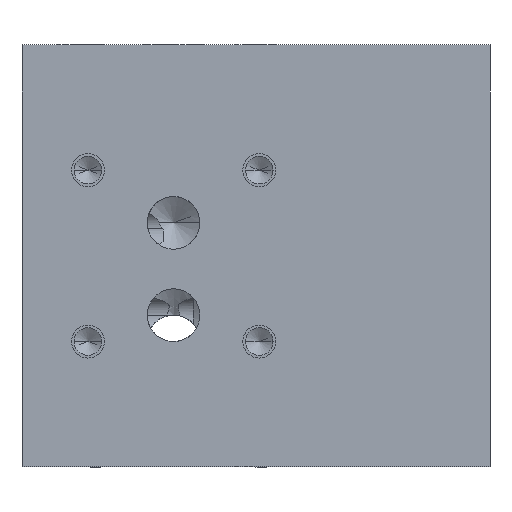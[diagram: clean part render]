
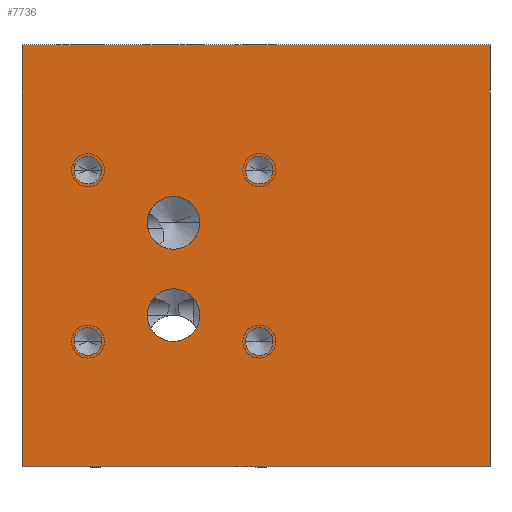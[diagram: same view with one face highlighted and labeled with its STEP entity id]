
A CAD part, left-side view. The second image highlights one B-rep face of the part: STEP entity #7736.
In plain terms, the highlighted planar face has unit normal (-1, 0, 0).
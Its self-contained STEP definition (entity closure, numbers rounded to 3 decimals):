
#2=DIRECTION('',(0.,-1.,0.));
#3=VECTOR('',#2,142.);
#4=CARTESIAN_POINT('',(-54.,46.,64.));
#5=LINE('',#4,#3);
#6=DIRECTION('',(0.,0.,1.));
#7=VECTOR('',#6,128.);
#8=CARTESIAN_POINT('',(-54.,46.,-64.));
#9=LINE('',#8,#7);
#10=CARTESIAN_POINT('',(-54.,0.,-18.));
#11=DIRECTION('',(-1.,0.,0.));
#12=DIRECTION('',(0.,1.,0.));
#13=AXIS2_PLACEMENT_3D('',#10,#11,#12);
#15=CARTESIAN_POINT('',(-54.,0.,-18.));
#16=DIRECTION('',(-1.,0.,0.));
#17=DIRECTION('',(0.,-1.,0.));
#18=AXIS2_PLACEMENT_3D('',#15,#16,#17);
#20=CARTESIAN_POINT('',(-54.,0.,10.));
#21=DIRECTION('',(-1.,0.,0.));
#22=DIRECTION('',(0.,1.,0.));
#23=AXIS2_PLACEMENT_3D('',#20,#21,#22);
#25=CARTESIAN_POINT('',(-54.,0.,10.));
#26=DIRECTION('',(-1.,0.,0.));
#27=DIRECTION('',(0.,-1.,0.));
#28=AXIS2_PLACEMENT_3D('',#25,#26,#27);
#30=CARTESIAN_POINT('',(-54.,26.,-26.));
#31=DIRECTION('',(-1.,0.,0.));
#32=DIRECTION('',(0.,1.,0.));
#33=AXIS2_PLACEMENT_3D('',#30,#31,#32);
#35=CARTESIAN_POINT('',(-54.,26.,-26.));
#36=DIRECTION('',(-1.,0.,0.));
#37=DIRECTION('',(0.,-1.,0.));
#38=AXIS2_PLACEMENT_3D('',#35,#36,#37);
#40=CARTESIAN_POINT('',(-54.,26.,26.));
#41=DIRECTION('',(1.,0.,0.));
#42=DIRECTION('',(0.,1.,0.));
#43=AXIS2_PLACEMENT_3D('',#40,#41,#42);
#45=CARTESIAN_POINT('',(-54.,26.,26.));
#46=DIRECTION('',(1.,0.,0.));
#47=DIRECTION('',(0.,-1.,0.));
#48=AXIS2_PLACEMENT_3D('',#45,#46,#47);
#50=CARTESIAN_POINT('',(-54.,-26.,-26.));
#51=DIRECTION('',(1.,0.,0.));
#52=DIRECTION('',(0.,-1.,0.));
#53=AXIS2_PLACEMENT_3D('',#50,#51,#52);
#55=CARTESIAN_POINT('',(-54.,-26.,-26.));
#56=DIRECTION('',(1.,0.,0.));
#57=DIRECTION('',(0.,1.,0.));
#58=AXIS2_PLACEMENT_3D('',#55,#56,#57);
#60=CARTESIAN_POINT('',(-54.,-26.,26.));
#61=DIRECTION('',(-1.,0.,0.));
#62=DIRECTION('',(0.,-1.,0.));
#63=AXIS2_PLACEMENT_3D('',#60,#61,#62);
#65=CARTESIAN_POINT('',(-54.,-26.,26.));
#66=DIRECTION('',(-1.,0.,0.));
#67=DIRECTION('',(0.,1.,0.));
#68=AXIS2_PLACEMENT_3D('',#65,#66,#67);
#462=DIRECTION('',(0.,-1.,0.));
#463=VECTOR('',#462,142.);
#464=CARTESIAN_POINT('',(-54.,46.,-64.));
#465=LINE('',#464,#463);
#718=DIRECTION('',(0.,0.,-1.));
#719=VECTOR('',#718,128.);
#720=CARTESIAN_POINT('',(-54.,-96.,64.));
#721=LINE('',#720,#719);
#6859=CARTESIAN_POINT('',(-54.,46.,-64.));
#6860=CARTESIAN_POINT('',(-54.,46.,64.));
#6861=VERTEX_POINT('',#6859);
#6862=VERTEX_POINT('',#6860);
#6911=CARTESIAN_POINT('',(-54.,8.,-18.));
#6912=CARTESIAN_POINT('',(-54.,-8.,-18.));
#6913=VERTEX_POINT('',#6911);
#6914=VERTEX_POINT('',#6912);
#6931=CARTESIAN_POINT('',(-54.,8.,10.));
#6932=CARTESIAN_POINT('',(-54.,-8.,10.));
#6933=VERTEX_POINT('',#6931);
#6934=VERTEX_POINT('',#6932);
#6941=CARTESIAN_POINT('',(-54.,30.188,-26.));
#6942=CARTESIAN_POINT('',(-54.,21.812,-26.));
#6943=VERTEX_POINT('',#6941);
#6944=VERTEX_POINT('',#6942);
#6951=CARTESIAN_POINT('',(-54.,30.188,26.));
#6952=VERTEX_POINT('',#6951);
#6953=CARTESIAN_POINT('',(-54.,21.812,26.));
#6954=VERTEX_POINT('',#6953);
#6961=CARTESIAN_POINT('',(-54.,-30.188,-26.));
#6962=VERTEX_POINT('',#6961);
#6963=CARTESIAN_POINT('',(-54.,-21.812,-26.));
#6964=VERTEX_POINT('',#6963);
#6971=CARTESIAN_POINT('',(-54.,-30.188,26.));
#6972=VERTEX_POINT('',#6971);
#6973=CARTESIAN_POINT('',(-54.,-21.812,26.));
#6974=VERTEX_POINT('',#6973);
#7569=CARTESIAN_POINT('',(-54.,-96.,64.));
#7570=VERTEX_POINT('',#7569);
#7571=CARTESIAN_POINT('',(-54.,-96.,-64.));
#7572=VERTEX_POINT('',#7571);
#7685=CARTESIAN_POINT('',(-54.,0.,0.));
#7686=DIRECTION('',(1.,0.,0.));
#7687=DIRECTION('',(0.,0.,-1.));
#7688=AXIS2_PLACEMENT_3D('',#7685,#7686,#7687);
#7689=PLANE('',#7688);
#7691=ORIENTED_EDGE('',*,*,#7690,.T.);
#7693=ORIENTED_EDGE('',*,*,#7692,.T.);
#7695=ORIENTED_EDGE('',*,*,#7694,.F.);
#7697=ORIENTED_EDGE('',*,*,#7696,.T.);
#7698=EDGE_LOOP('',(#7691,#7693,#7695,#7697));
#7699=FACE_OUTER_BOUND('',#7698,.F.);
#7701=ORIENTED_EDGE('',*,*,#7700,.T.);
#7703=ORIENTED_EDGE('',*,*,#7702,.T.);
#7704=EDGE_LOOP('',(#7701,#7703));
#7705=FACE_BOUND('',#7704,.F.);
#7707=ORIENTED_EDGE('',*,*,#7706,.T.);
#7709=ORIENTED_EDGE('',*,*,#7708,.T.);
#7710=EDGE_LOOP('',(#7707,#7709));
#7711=FACE_BOUND('',#7710,.F.);
#7713=ORIENTED_EDGE('',*,*,#7712,.T.);
#7715=ORIENTED_EDGE('',*,*,#7714,.T.);
#7716=EDGE_LOOP('',(#7713,#7715));
#7717=FACE_BOUND('',#7716,.F.);
#7719=ORIENTED_EDGE('',*,*,#7718,.F.);
#7721=ORIENTED_EDGE('',*,*,#7720,.F.);
#7722=EDGE_LOOP('',(#7719,#7721));
#7723=FACE_BOUND('',#7722,.F.);
#7725=ORIENTED_EDGE('',*,*,#7724,.F.);
#7727=ORIENTED_EDGE('',*,*,#7726,.F.);
#7728=EDGE_LOOP('',(#7725,#7727));
#7729=FACE_BOUND('',#7728,.F.);
#7731=ORIENTED_EDGE('',*,*,#7730,.T.);
#7733=ORIENTED_EDGE('',*,*,#7732,.T.);
#7734=EDGE_LOOP('',(#7731,#7733));
#7735=FACE_BOUND('',#7734,.F.);
#14=CIRCLE('',#13,8.);
#19=CIRCLE('',#18,8.);
#24=CIRCLE('',#23,8.);
#29=CIRCLE('',#28,8.);
#34=CIRCLE('',#33,4.188);
#39=CIRCLE('',#38,4.188);
#44=CIRCLE('',#43,4.188);
#49=CIRCLE('',#48,4.188);
#54=CIRCLE('',#53,4.188);
#59=CIRCLE('',#58,4.188);
#64=CIRCLE('',#63,4.188);
#69=CIRCLE('',#68,4.188);
#7690=EDGE_CURVE('',#6862,#7570,#5,.T.);
#7692=EDGE_CURVE('',#7570,#7572,#721,.T.);
#7694=EDGE_CURVE('',#6861,#7572,#465,.T.);
#7696=EDGE_CURVE('',#6861,#6862,#9,.T.);
#7700=EDGE_CURVE('',#6913,#6914,#14,.T.);
#7702=EDGE_CURVE('',#6914,#6913,#19,.T.);
#7706=EDGE_CURVE('',#6933,#6934,#24,.T.);
#7708=EDGE_CURVE('',#6934,#6933,#29,.T.);
#7712=EDGE_CURVE('',#6943,#6944,#34,.T.);
#7714=EDGE_CURVE('',#6944,#6943,#39,.T.);
#7718=EDGE_CURVE('',#6952,#6954,#44,.T.);
#7720=EDGE_CURVE('',#6954,#6952,#49,.T.);
#7724=EDGE_CURVE('',#6962,#6964,#54,.T.);
#7726=EDGE_CURVE('',#6964,#6962,#59,.T.);
#7730=EDGE_CURVE('',#6972,#6974,#64,.T.);
#7732=EDGE_CURVE('',#6974,#6972,#69,.T.);
#7736=ADVANCED_FACE('',(#7699,#7705,#7711,#7717,#7723,#7729,#7735),#7689,.F.);
